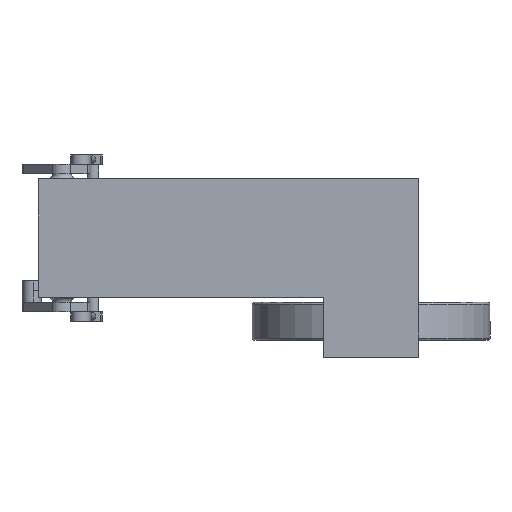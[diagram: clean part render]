
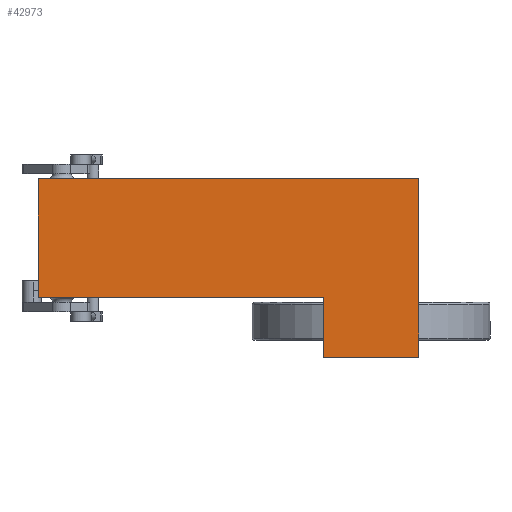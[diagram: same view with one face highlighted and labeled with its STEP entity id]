
A CAD part, front view. The second image highlights one B-rep face of the part: STEP entity #42973.
In plain terms, the highlighted planar face has unit normal (0, -1, 0).
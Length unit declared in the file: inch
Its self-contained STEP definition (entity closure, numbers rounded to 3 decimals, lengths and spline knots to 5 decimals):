
#2001 = DIRECTION ( 'NONE',  ( 0., 0., 1. ) ) ;
#2698 = LINE ( 'NONE', #42413, #4838 ) ;
#2976 = ORIENTED_EDGE ( 'NONE', *, *, #28437, .F. ) ;
#3900 = VERTEX_POINT ( 'NONE', #39215 ) ;
#4327 = CARTESIAN_POINT ( 'NONE',  ( -3.5, 0., -1.25 ) ) ;
#4629 = DIRECTION ( 'NONE',  ( 0., 0., -1. ) ) ;
#4838 = VECTOR ( 'NONE', #4629, 39.37008 ) ;
#5762 = CARTESIAN_POINT ( 'NONE',  ( 1.5, 0., -2.5 ) ) ;
#6016 = VECTOR ( 'NONE', #31672, 39.37008 ) ;
#6191 = EDGE_LOOP ( 'NONE', ( #20355, #27466, #27811, #2976, #13360, #7894 ) ) ;
#6942 = LINE ( 'NONE', #5762, #43271 ) ;
#7894 = ORIENTED_EDGE ( 'NONE', *, *, #17014, .F. ) ;
#9919 = CARTESIAN_POINT ( 'NONE',  ( 1.5, 0., -1.25 ) ) ;
#10537 = VERTEX_POINT ( 'NONE', #32655 ) ;
#12401 = PLANE ( 'NONE',  #14960 ) ;
#12532 = LINE ( 'NONE', #20718, #37663 ) ;
#13360 = ORIENTED_EDGE ( 'NONE', *, *, #26820, .F. ) ;
#14960 = AXIS2_PLACEMENT_3D ( 'NONE', #26023, #15369, #43172 ) ;
#15075 = LINE ( 'NONE', #25537, #6016 ) ;
#15369 = DIRECTION ( 'NONE',  ( 0., 1., 0. ) ) ;
#16446 = LINE ( 'NONE', #4327, #26120 ) ;
#16467 = EDGE_CURVE ( 'NONE', #3900, #41895, #2698, .T. ) ;
#17014 = EDGE_CURVE ( 'NONE', #41895, #38321, #6942, .T. ) ;
#17915 = VERTEX_POINT ( 'NONE', #9919 ) ;
#18188 = DIRECTION ( 'NONE',  ( -1., 0., 0. ) ) ;
#20355 = ORIENTED_EDGE ( 'NONE', *, *, #16467, .F. ) ;
#20718 = CARTESIAN_POINT ( 'NONE',  ( -3.5, 0., 1.25 ) ) ;
#21753 = CARTESIAN_POINT ( 'NONE',  ( 1.5, 0., -2.5 ) ) ;
#22798 = DIRECTION ( 'NONE',  ( -1., 0., 0. ) ) ;
#23115 = CARTESIAN_POINT ( 'NONE',  ( -4.5, 0., 1.25 ) ) ;
#25537 = CARTESIAN_POINT ( 'NONE',  ( -4.5, 0., -1.25 ) ) ;
#25687 = VECTOR ( 'NONE', #2001, 39.37008 ) ;
#26023 = CARTESIAN_POINT ( 'NONE',  ( 0., 0., 0. ) ) ;
#26120 = VECTOR ( 'NONE', #18188, 39.37008 ) ;
#26412 = CARTESIAN_POINT ( 'NONE',  ( 3.5, 0., -2.5 ) ) ;
#26820 = EDGE_CURVE ( 'NONE', #38321, #17915, #37978, .T. ) ;
#27466 = ORIENTED_EDGE ( 'NONE', *, *, #44219, .F. ) ;
#27811 = ORIENTED_EDGE ( 'NONE', *, *, #35097, .F. ) ;
#28437 = EDGE_CURVE ( 'NONE', #17915, #10537, #16446, .T. ) ;
#30918 = DIRECTION ( 'NONE',  ( 1., 0., 0. ) ) ;
#31672 = DIRECTION ( 'NONE',  ( 0., 0., 1. ) ) ;
#32493 = CARTESIAN_POINT ( 'NONE',  ( 1.5, 0., -1.25 ) ) ;
#32655 = CARTESIAN_POINT ( 'NONE',  ( -4.5, 0., -1.25 ) ) ;
#34164 = VERTEX_POINT ( 'NONE', #23115 ) ;
#34944 = FACE_OUTER_BOUND ( 'NONE', #6191, .T. ) ;
#35097 = EDGE_CURVE ( 'NONE', #10537, #34164, #15075, .T. ) ;
#37663 = VECTOR ( 'NONE', #30918, 39.37008 ) ;
#37978 = LINE ( 'NONE', #32493, #25687 ) ;
#38321 = VERTEX_POINT ( 'NONE', #21753 ) ;
#39215 = CARTESIAN_POINT ( 'NONE',  ( 3.5, 0., 1.25 ) ) ;
#41895 = VERTEX_POINT ( 'NONE', #26412 ) ;
#42413 = CARTESIAN_POINT ( 'NONE',  ( 3.5, 0., -1.25 ) ) ;
#42973 = ADVANCED_FACE ( 'NONE', ( #34944 ), #12401, .F. ) ;
#43172 = DIRECTION ( 'NONE',  ( 0., 0., 1. ) ) ;
#43271 = VECTOR ( 'NONE', #22798, 39.37008 ) ;
#44219 = EDGE_CURVE ( 'NONE', #34164, #3900, #12532, .T. ) ;
